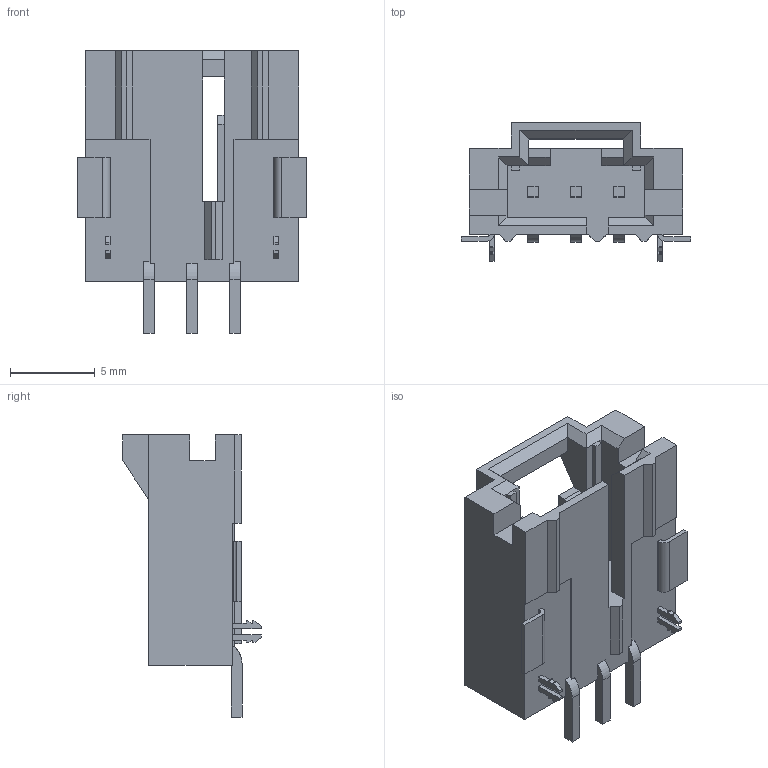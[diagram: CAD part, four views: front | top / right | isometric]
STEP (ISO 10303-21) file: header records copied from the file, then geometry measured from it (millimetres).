
FILE_DESCRIPTION(('STEP AP203'),'1');
FILE_NAME('5-147278-2.stp','2024-11-07T17:23:15',('TraceParts'),('TraceParts S.A.'),'Spatial InterOp 3D',' ',' ');
FILE_SCHEMA(('CONFIG_CONTROL_DESIGN'));
Length unit declared in the file: millimetre
Products named in the file (1): 1
Bounding box: 13.52 x 8.16 x 16.64 mm (x, y, z)
Volume: 614.8 mm3; surface area: 914.3 mm2
Topology: 1 solids, 1 shells, 188 faces, 521 edges, 342 vertices
Faces by surface type: plane 157, cylinder 31
Entity records: 5969 total; most frequent: CARTESIAN_POINT 1052, ORIENTED_EDGE 1042, DIRECTION 963, EDGE_CURVE 521, LINE 457, VECTOR 457, VERTEX_POINT 342, AXIS2_PLACEMENT_3D 253
